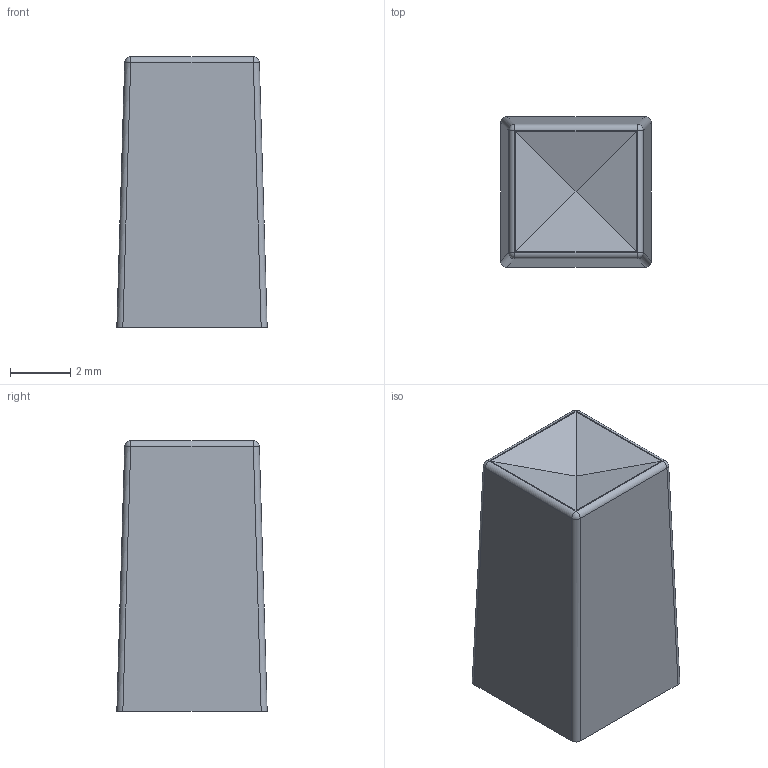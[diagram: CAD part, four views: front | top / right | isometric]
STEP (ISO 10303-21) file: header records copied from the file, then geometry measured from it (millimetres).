
FILE_DESCRIPTION(/* description */ (''),/* implementation_level */ '2;1');
FILE_NAME(/* name */ '100103421.stp',/* time_stamp */ '2025-08-27T15:28:27-05:00',/* author */ ('jmeyers'),/* organization */ (''),/* preprocessor_version */ 'ST-DEVELOPER v18.1',/* originating_system */ 'Autodesk Inventor 2022',/* authorisation */ '');
FILE_SCHEMA (('AUTOMOTIVE_DESIGN { 1 0 10303 214 3 1 1 }'));
Length unit declared in the file: millimetre
Products named in the file (1): 1DF
Bounding box: 5 x 5 x 9 mm (x, y, z)
Volume: 142.7 mm3; surface area: 318.5 mm2
Topology: 1 solids, 1 shells, 51 faces, 132 edges, 81 vertices
Faces by surface type: plane 39, cylinder 8, sphere 4
Entity records: 1535 total; most frequent: CARTESIAN_POINT 261, ORIENTED_EDGE 256, DIRECTION 248, EDGE_CURVE 128, LINE 112, VECTOR 112, VERTEX_POINT 81, AXIS2_PLACEMENT_3D 68
